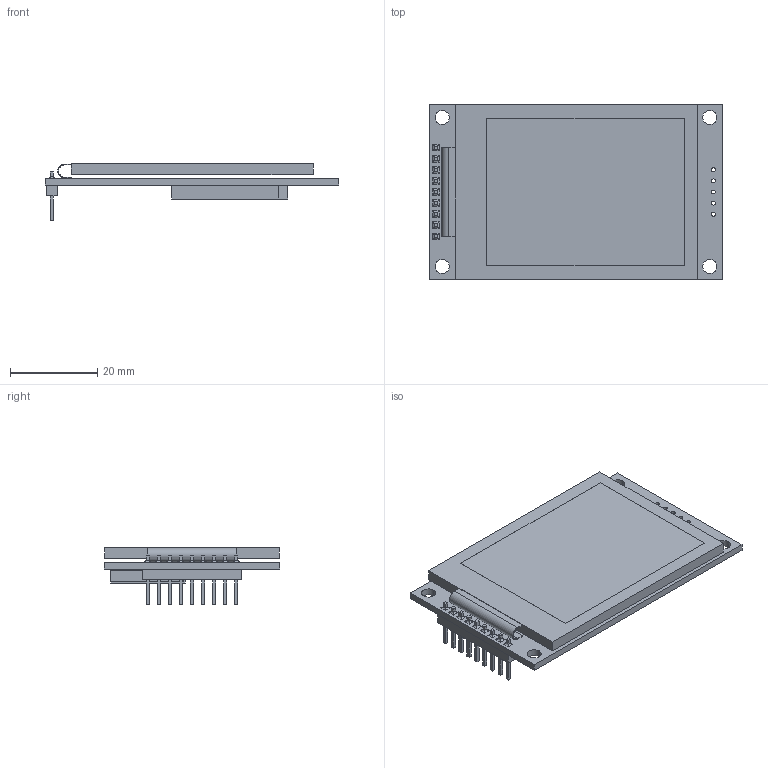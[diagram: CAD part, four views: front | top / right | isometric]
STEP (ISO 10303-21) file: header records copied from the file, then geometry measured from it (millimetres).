
FILE_DESCRIPTION (( 'STEP AP214' ), '1' );
FILE_NAME ('TFT-2.2INCH.STEP', '2023-08-02T04:19:29', ( '' ), ( '' ), 'SwSTEP 2.0', 'SolidWorks 2018', '' );
FILE_SCHEMA (( 'AUTOMOTIVE_DESIGN' ));
Length unit declared in the file: millimetre
Products named in the file (1): TFT-2.2INCH
Bounding box: 67.25 x 40.2 x 13.01 mm (x, y, z)
Volume: 10283.8 mm3; surface area: 12440.2 mm2
Topology: 1 solids, 1 shells, 188 faces, 450 edges, 288 vertices
Faces by surface type: plane 132, cylinder 56
Entity records: 7145 total; most frequent: CARTESIAN_POINT 1035, ORIENTED_EDGE 900, DIRECTION 832, EDGE_CURVE 450, LINE 374, VECTOR 374, VERTEX_POINT 288, EDGE_LOOP 230
